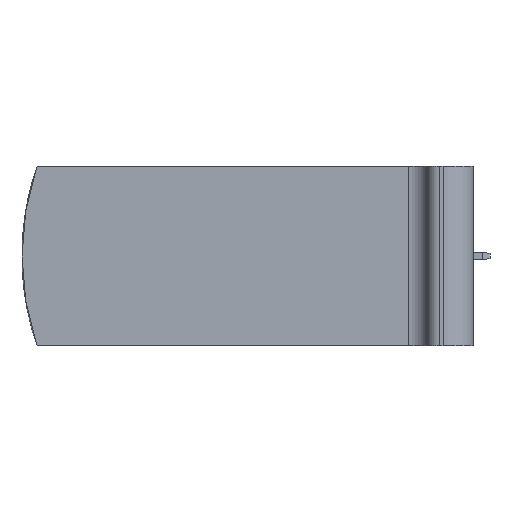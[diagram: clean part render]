
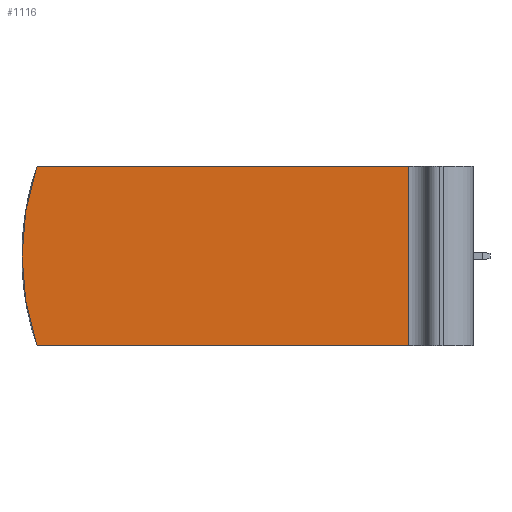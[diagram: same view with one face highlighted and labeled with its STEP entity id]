
A CAD part, left-side view. The second image highlights one B-rep face of the part: STEP entity #1116.
In plain terms, the highlighted planar face has unit normal (-1, 0, 0).
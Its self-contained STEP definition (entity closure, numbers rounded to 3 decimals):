
#46=PLANE('',#1220);
#156=LINE('',#1859,#260);
#166=LINE('',#1894,#270);
#167=LINE('',#1896,#271);
#260=VECTOR('',#1431,1000.);
#270=VECTOR('',#1459,1000.);
#271=VECTOR('',#1462,1000.);
#416=ORIENTED_EDGE('',*,*,#585,.F.);
#417=ORIENTED_EDGE('',*,*,#691,.F.);
#418=ORIENTED_EDGE('',*,*,#692,.F.);
#419=ORIENTED_EDGE('',*,*,#673,.F.);
#585=EDGE_CURVE('',#733,#734,#836,.T.);
#673=EDGE_CURVE('',#734,#796,#156,.T.);
#691=EDGE_CURVE('',#811,#733,#166,.T.);
#692=EDGE_CURVE('',#796,#811,#167,.T.);
#733=VERTEX_POINT('',#1634);
#734=VERTEX_POINT('',#1636);
#796=VERTEX_POINT('',#1860);
#811=VERTEX_POINT('',#1893);
#836=CIRCLE('',#1185,18.);
#902=EDGE_LOOP('',(#416,#417,#418,#419));
#1002=FACE_BOUND('',#902,.T.);
#1116=ADVANCED_FACE('',(#1002),#46,.F.);
#1185=AXIS2_PLACEMENT_3D('',#1635,#1303,#1304);
#1220=AXIS2_PLACEMENT_3D('',#1895,#1460,#1461);
#1303=DIRECTION('',(1.,0.,0.));
#1304=DIRECTION('',(0.,0.,-1.));
#1431=DIRECTION('',(0.,-1.,0.));
#1459=DIRECTION('',(0.,1.,0.));
#1460=DIRECTION('',(1.,0.,0.));
#1461=DIRECTION('',(0.,0.,-1.));
#1462=DIRECTION('',(0.,0.,-1.));
#1634=CARTESIAN_POINT('',(-66.5,22.923,-5.85));
#1635=CARTESIAN_POINT('',(-66.5,5.9,0.));
#1636=CARTESIAN_POINT('',(-66.5,22.923,5.85));
#1859=CARTESIAN_POINT('',(-66.5,22.923,5.85));
#1860=CARTESIAN_POINT('',(-66.5,-1.25,5.85));
#1893=CARTESIAN_POINT('',(-66.5,-1.25,-5.85));
#1894=CARTESIAN_POINT('',(-66.5,0.,-5.85));
#1895=CARTESIAN_POINT('',(-66.5,5.9,0.));
#1896=CARTESIAN_POINT('',(-66.5,-1.25,5.85));
